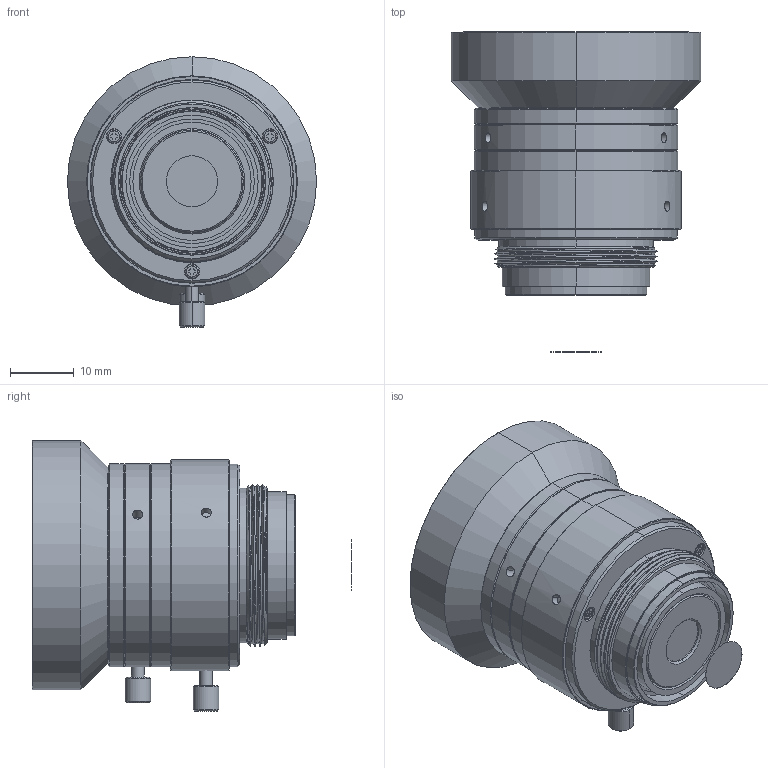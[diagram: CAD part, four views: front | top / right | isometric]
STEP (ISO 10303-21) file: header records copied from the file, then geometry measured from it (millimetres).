
FILE_DESCRIPTION((''),'2;1');
FILE_NAME('MVL-HF0628M-6MPE_ASM','2021-02-02T15:55:15',('dihaoping'),(''),'CREO PARAMETRIC BY PTC INC, 2017260','CREO PARAMETRIC BY PTC INC, 2017260','');
FILE_SCHEMA(('CONFIG_CONTROL_DESIGN'));
Length unit declared in the file: millimetre
Products named in the file (18): MVL-HF0628M-6MPE-201_7_1; MVL-HF0628M-6MPE-101_6_1; MVL-HF0628M-6MPE-301_6_1; MVL-HF0628M-6MPE-308_9_1; MVL-HF0628M-6MPE-202_4_1; MVL-HF0628M-6MPE403_6_1; MVL-HF0628M-6MPE-401_4_1; MVL-HF0628M-6MPE-109_16_1; MVL-HF0628M-6MPE-G1_2_1; MVL-HF0628M-6MPE-G9_2_1; MVL-HF0628M-6MPE-102_1_1; MVL-HF0628M-6MPE-108_8_1; MVL-HF0628M-6MPE-501_2_1_2; MVL-HF0628M-6MPE-XM_1_1; MVL-HF0628M-6MPE-502_6_1_2; MVL-HF0628M-6MPE-203_23_1_2; MVL-HF0628M-6MPE_ASM_32_1_ASM; MVL-HF0628M-6MPE_ASM
Assembly tree (20 placements, depth 3):
  MVL-HF0628M-6MPE_ASM
    MVL-HF0628M-6MPE_ASM_32_1_ASM
      MVL-HF0628M-6MPE-201_7_1
      MVL-HF0628M-6MPE-101_6_1
      MVL-HF0628M-6MPE-301_6_1
      MVL-HF0628M-6MPE-308_9_1
      MVL-HF0628M-6MPE-202_4_1
      MVL-HF0628M-6MPE403_6_1
      MVL-HF0628M-6MPE-401_4_1
      MVL-HF0628M-6MPE-109_16_1
      MVL-HF0628M-6MPE-G1_2_1
      MVL-HF0628M-6MPE-G9_2_1
      MVL-HF0628M-6MPE-102_1_1
      MVL-HF0628M-6MPE-108_8_1
      MVL-HF0628M-6MPE-501_2_1_2  x2
      MVL-HF0628M-6MPE-XM_1_1
      MVL-HF0628M-6MPE-502_6_1_2  x3
      MVL-HF0628M-6MPE-203_23_1_2
Bounding box: 39 x 50.08 x 42.34 mm (x, y, z)
Volume: 19507 mm3; surface area: 30907.9 mm2
Topology: 19 solids, 19 shells, 515 faces, 1154 edges, 723 vertices
Faces by surface type: cylinder 231, plane 132, cone 118, bspline 22, sphere 6, torus 6
Entity records: 17993 total; most frequent: CARTESIAN_POINT 7540, DIRECTION 2288, ORIENTED_EDGE 1956, EDGE_CURVE 978, AXIS2_PLACEMENT_3D 959, VERTEX_POINT 617, EDGE_LOOP 539, CIRCLE 478
